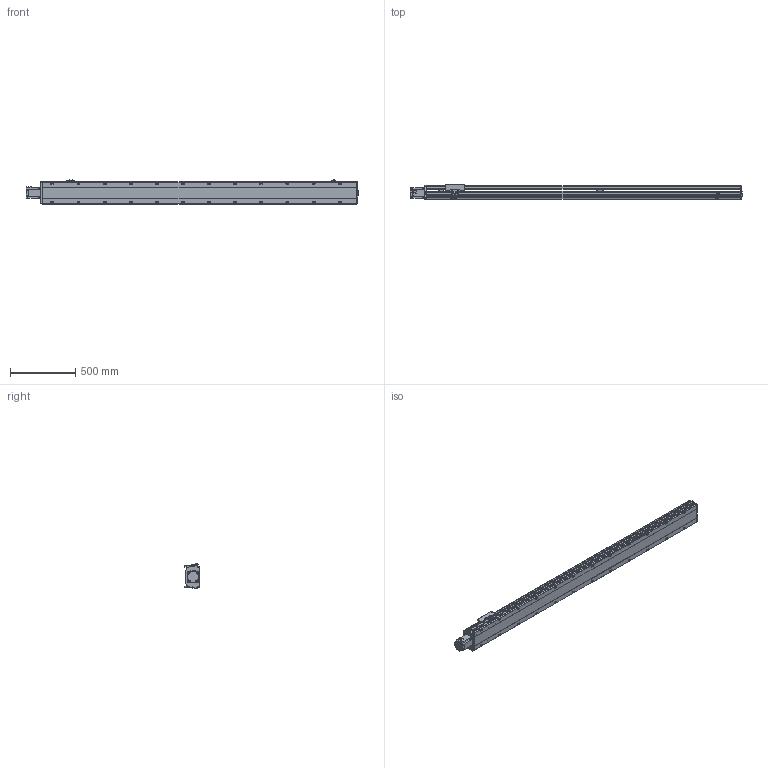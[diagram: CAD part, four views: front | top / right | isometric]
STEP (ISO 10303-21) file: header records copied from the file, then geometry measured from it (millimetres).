
FILE_DESCRIPTION (( 'STEP AP214' ), '1' );
FILE_NAME ('WEX170BC-20XLD-2000XXXX.STEP', '2025-02-28T16:45:17', ( '' ), ( '' ), 'SwSTEP 2.0', 'SolidWorks 2022', '' );
FILE_SCHEMA (( 'AUTOMOTIVE_DESIGN' ));
Length unit declared in the file: millimetre
Products named in the file (14): WEX170M-2000MOTOR; WEX170M-2000-6; WEX170M-2000TOPPLATE; WEX170M-2000-4; WEX170M-2000-2; WEX170M-2000SLIDE2; WEX170M-2000CARRIAGE; WEX170M-2000-5; WEX170BC-20XLD-2000XXXX; FANG STICKER; WEX170M-2000SENSOR; WEX170M-2000-1; WEX170M-2000-3; WEX170M-2000SLIDE1
Assembly tree (13 placements, depth 2):
  WEX170M-2000-6
  WEX170BC-20XLD-2000XXXX
    WEX170M-2000-1
    WEX170M-2000-2
    WEX170M-2000-4
    WEX170M-2000CARRIAGE
    WEX170M-2000-5
    WEX170M-2000SENSOR  x3
    WEX170M-2000TOPPLATE
    WEX170M-2000MOTOR
    WEX170M-2000SLIDE2
    WEX170M-2000SLIDE1
    FANG STICKER
  WEX170M-2000-3
Bounding box: 2541.8 x 110 x 183.76 mm (x, y, z)
Volume: 18975989.7 mm3; surface area: 2858658.4 mm2
Topology: 13 solids, 13 shells, 1587 faces, 4355 edges, 2856 vertices
Faces by surface type: plane 969, cylinder 530, torus 52, cone 36
Entity records: 47305 total; most frequent: CARTESIAN_POINT 11222, ORIENTED_EDGE 7446, DIRECTION 7151, EDGE_CURVE 3723, VECTOR 2537, LINE 2537, VERTEX_POINT 2452, AXIS2_PLACEMENT_3D 2307
